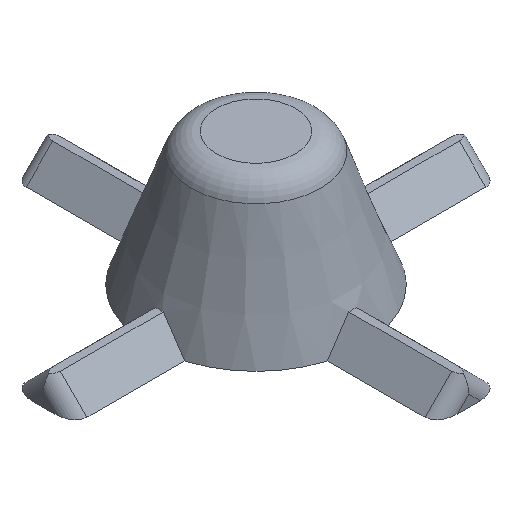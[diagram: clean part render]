
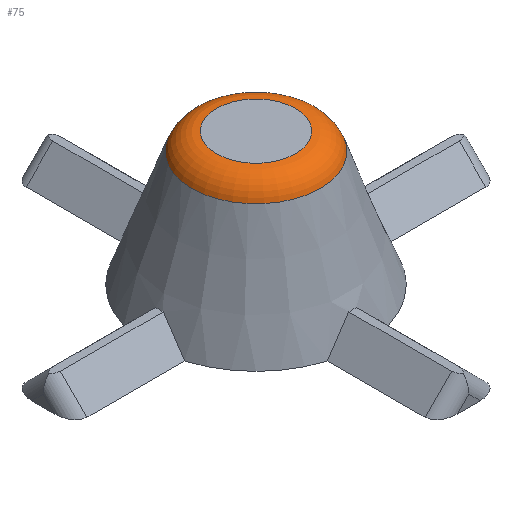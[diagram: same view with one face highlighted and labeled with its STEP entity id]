
A CAD part, isometric view. The second image highlights one B-rep face of the part: STEP entity #75.
In plain terms, the highlighted toroidal (fillet/blend) face has major radius 1.48 mm and minor radius 1 mm.
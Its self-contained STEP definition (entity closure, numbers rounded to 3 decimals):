
#75=ADVANCED_FACE('',(#267,#269),#271,.T.);
#267=FACE_OUTER_BOUND('',#268,.T.);
#268=EDGE_LOOP('',(#424));
#269=FACE_OUTER_BOUND('',#270,.T.);
#270=EDGE_LOOP('',(#425));
#271=TOROIDAL_SURFACE('',#272,1.48,1.);
#272=AXIS2_PLACEMENT_3D('',#273,#274,#275);
#273=CARTESIAN_POINT('',(0.,0.,4.));
#274=DIRECTION('',(0.,0.,1.));
#275=DIRECTION('',(-1.,0.,0.));
#424=ORIENTED_EDGE('',*,*,#496,.F.);
#425=ORIENTED_EDGE('',*,*,#487,.T.);
#487=EDGE_CURVE('',#607,#607,#608,.T.);
#496=EDGE_CURVE('',#621,#621,#622,.T.);
#607=VERTEX_POINT('',#964);
#608=CIRCLE('',#965,2.42);
#621=VERTEX_POINT('',#997);
#622=CIRCLE('',#998,1.48);
#964=CARTESIAN_POINT('',(-2.42,0.,4.342));
#965=AXIS2_PLACEMENT_3D('',#966,#967,#968);
#966=CARTESIAN_POINT('',(0.,0.,4.342));
#967=DIRECTION('',(0.,0.,1.));
#968=DIRECTION('',(-1.,0.,0.));
#997=CARTESIAN_POINT('',(-1.48,0.,5.));
#998=AXIS2_PLACEMENT_3D('',#999,#1000,#1001);
#999=CARTESIAN_POINT('',(0.,0.,5.));
#1000=DIRECTION('',(0.,0.,1.));
#1001=DIRECTION('',(-1.,0.,0.));
